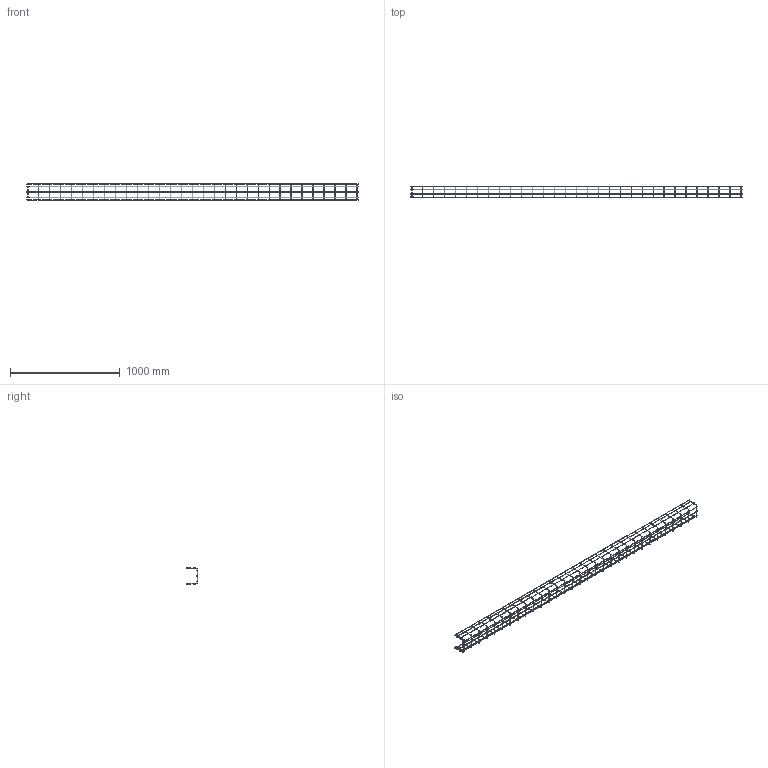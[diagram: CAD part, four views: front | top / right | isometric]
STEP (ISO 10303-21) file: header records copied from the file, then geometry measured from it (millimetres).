
FILE_DESCRIPTION (( 'STEP AP214' ), '1' );
FILE_NAME ('6002433.stp', '2022-08-05T07:43:35', ( '' ), ( '' ), 'SwSTEP 2.0', 'SolidWorks 2020', '' );
FILE_SCHEMA (( 'AUTOMOTIVE_DESIGN' ));
Length unit declared in the file: millimetre
Products named in the file (1): 6002433
Bounding box: 3024.01 x 107.92 x 152.85 mm (x, y, z)
Volume: 433256.4 mm3; surface area: 452474.7 mm2
Topology: 1 solids, 1 shells, 439 faces, 1138 edges, 771 vertices
Faces by surface type: cylinder 178, torus 137, plane 82, bspline 42
Full cylindrical faces by diameter (mm): 3.8 x178
Entity records: 25738 total; most frequent: CARTESIAN_POINT 16522, DIRECTION 1472, ORIENTED_EDGE 1392, EDGE_LOOP 1362, FACE_OUTER_BOUND 796, AXIS2_PLACEMENT_3D 736, EDGE_CURVE 696, VERTEX_POINT 686
